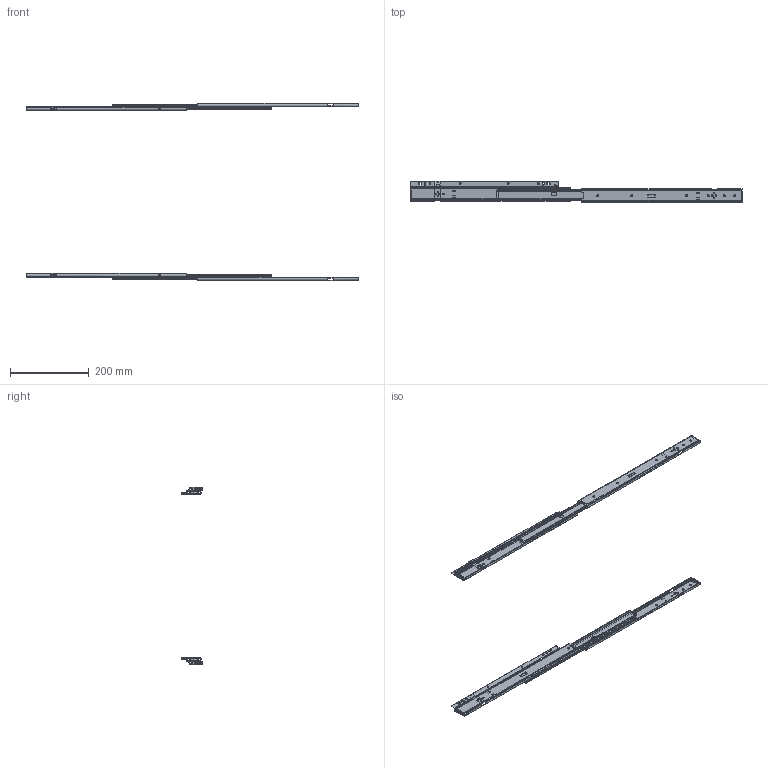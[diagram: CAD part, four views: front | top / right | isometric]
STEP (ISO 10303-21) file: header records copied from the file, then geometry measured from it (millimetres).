
FILE_DESCRIPTION (( 'STEP AP203' ), '1' );
FILE_NAME ('U33-16L R.STEP', '2021-05-24T05:30:43', ( '' ), ( '' ), 'SwSTEP 2.0', 'SolidWorks 2019', '' );
FILE_SCHEMA (( 'CONFIG_CONTROL_DESIGN' ));
Length unit declared in the file: millimetre
Products named in the file (13): PN4; U33-16L R; U33-16Lキャビ側OM; U33-16Lドロ側IM; U33-16Rドロ側IM; U33-16Lドロ側OM; U33-16Lキャビ側IM; U33-16Rキャビ側IM; U33-16Rキャビ側OM; PN101リベット; PN41-2; U33-16Rドロ側OM; PN26
Assembly tree (20 placements, depth 2):
  U33-16L R
    U33-16Lキャビ側OM
    PN26  x4
    U33-16Lキャビ側IM
    U33-16Lドロ側IM
    U33-16Lドロ側OM
    PN101リベット  x4
    PN4  x2
    PN41-2  x2
    U33-16Rキャビ側OM
    U33-16Rキャビ側IM
    U33-16Rドロ側IM
    U33-16Rドロ側OM
Bounding box: 841.4 x 54.75 x 450 mm (x, y, z)
Volume: 211045.9 mm3; surface area: 311559.4 mm2
Topology: 20 solids, 20 shells, 1082 faces, 3072 edges, 2018 vertices
Faces by surface type: plane 626, cylinder 426, bspline 20, torus 10
Entity records: 33052 total; most frequent: CARTESIAN_POINT 6592, ORIENTED_EDGE 5354, DIRECTION 5069, EDGE_CURVE 2677, VERTEX_POINT 1760, LINE 1747, VECTOR 1747, AXIS2_PLACEMENT_3D 1661
